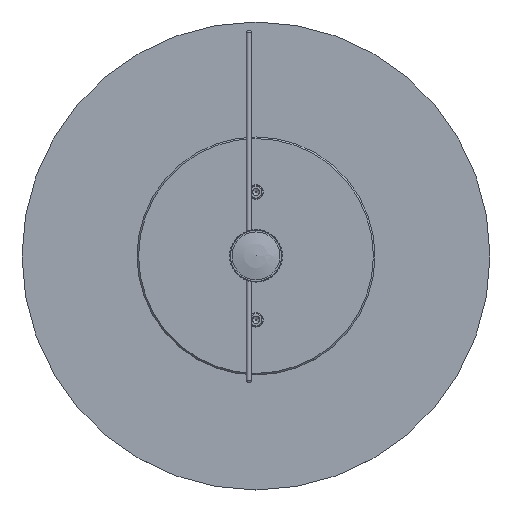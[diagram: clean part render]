
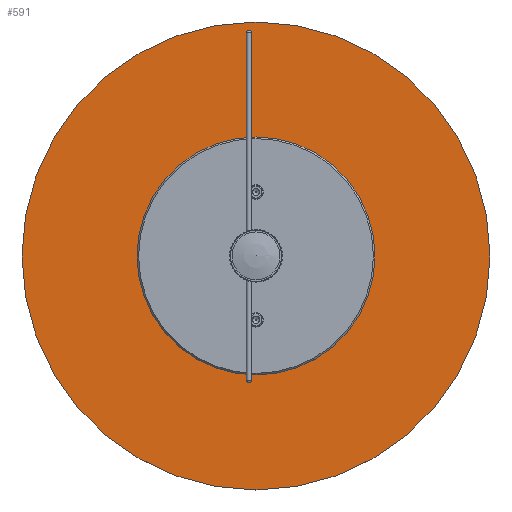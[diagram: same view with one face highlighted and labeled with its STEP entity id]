
A CAD part, top view. The second image highlights one B-rep face of the part: STEP entity #591.
In plain terms, the highlighted planar face has unit normal (0, 0, 1).
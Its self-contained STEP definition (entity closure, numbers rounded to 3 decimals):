
#108 = CYLINDRICAL_SURFACE('',#109,146.5);
#109 = AXIS2_PLACEMENT_3D('',#110,#111,#112);
#110 = CARTESIAN_POINT('',(0.,0.,0.));
#111 = DIRECTION('',(-0.,-0.,-1.));
#112 = DIRECTION('',(1.,0.,0.));
#133 = VERTEX_POINT('',#134);
#134 = CARTESIAN_POINT('',(146.5,0.,3.));
#155 = EDGE_CURVE('',#133,#133,#156,.T.);
#156 = SURFACE_CURVE('',#157,(#162,#169),.PCURVE_S1.);
#157 = CIRCLE('',#158,146.5);
#158 = AXIS2_PLACEMENT_3D('',#159,#160,#161);
#159 = CARTESIAN_POINT('',(0.,0.,3.));
#160 = DIRECTION('',(0.,0.,1.));
#161 = DIRECTION('',(1.,0.,-0.));
#162 = PCURVE('',#108,#163);
#163 = DEFINITIONAL_REPRESENTATION('',(#164),#168);
#164 = LINE('',#165,#166);
#165 = CARTESIAN_POINT('',(6.283,-3.));
#166 = VECTOR('',#167,1.);
#167 = DIRECTION('',(-1.,0.));
#168 = ( GEOMETRIC_REPRESENTATION_CONTEXT(2) 
PARAMETRIC_REPRESENTATION_CONTEXT() REPRESENTATION_CONTEXT('2D SPACE',''
  ) );
#169 = PCURVE('',#170,#175);
#170 = PLANE('',#171);
#171 = AXIS2_PLACEMENT_3D('',#172,#173,#174);
#172 = CARTESIAN_POINT('',(0.,0.,3.));
#173 = DIRECTION('',(0.,0.,1.));
#174 = DIRECTION('',(1.,0.,-0.));
#175 = DEFINITIONAL_REPRESENTATION('',(#176),#180);
#176 = CIRCLE('',#177,146.5);
#177 = AXIS2_PLACEMENT_2D('',#178,#179);
#178 = CARTESIAN_POINT('',(0.,0.));
#179 = DIRECTION('',(1.,0.));
#180 = ( GEOMETRIC_REPRESENTATION_CONTEXT(2) 
PARAMETRIC_REPRESENTATION_CONTEXT() REPRESENTATION_CONTEXT('2D SPACE',''
  ) );
#196 = CYLINDRICAL_SURFACE('',#197,11.113);
#197 = AXIS2_PLACEMENT_3D('',#198,#199,#200);
#198 = CARTESIAN_POINT('',(0.,0.,0.));
#199 = DIRECTION('',(-0.,-0.,-1.));
#200 = DIRECTION('',(1.,0.,0.));
#216 = VERTEX_POINT('',#217);
#217 = CARTESIAN_POINT('',(11.113,0.,3.));
#238 = EDGE_CURVE('',#216,#216,#239,.T.);
#239 = SURFACE_CURVE('',#240,(#245,#252),.PCURVE_S1.);
#240 = CIRCLE('',#241,11.113);
#241 = AXIS2_PLACEMENT_3D('',#242,#243,#244);
#242 = CARTESIAN_POINT('',(0.,0.,3.));
#243 = DIRECTION('',(0.,0.,1.));
#244 = DIRECTION('',(1.,0.,-0.));
#245 = PCURVE('',#196,#246);
#246 = DEFINITIONAL_REPRESENTATION('',(#247),#251);
#247 = LINE('',#248,#249);
#248 = CARTESIAN_POINT('',(6.283,-3.));
#249 = VECTOR('',#250,1.);
#250 = DIRECTION('',(-1.,0.));
#251 = ( GEOMETRIC_REPRESENTATION_CONTEXT(2) 
PARAMETRIC_REPRESENTATION_CONTEXT() REPRESENTATION_CONTEXT('2D SPACE',''
  ) );
#252 = PCURVE('',#170,#253);
#253 = DEFINITIONAL_REPRESENTATION('',(#254),#258);
#254 = CIRCLE('',#255,11.113);
#255 = AXIS2_PLACEMENT_2D('',#256,#257);
#256 = CARTESIAN_POINT('',(0.,0.));
#257 = DIRECTION('',(1.,0.));
#258 = ( GEOMETRIC_REPRESENTATION_CONTEXT(2) 
PARAMETRIC_REPRESENTATION_CONTEXT() REPRESENTATION_CONTEXT('2D SPACE',''
  ) );
#274 = CYLINDRICAL_SURFACE('',#275,2.6);
#275 = AXIS2_PLACEMENT_3D('',#276,#277,#278);
#276 = CARTESIAN_POINT('',(0.,-40.,0.));
#277 = DIRECTION('',(-0.,-0.,-1.));
#278 = DIRECTION('',(1.,0.,0.));
#294 = VERTEX_POINT('',#295);
#295 = CARTESIAN_POINT('',(2.6,-40.,3.));
#316 = EDGE_CURVE('',#294,#294,#317,.T.);
#317 = SURFACE_CURVE('',#318,(#323,#330),.PCURVE_S1.);
#318 = CIRCLE('',#319,2.6);
#319 = AXIS2_PLACEMENT_3D('',#320,#321,#322);
#320 = CARTESIAN_POINT('',(0.,-40.,3.));
#321 = DIRECTION('',(0.,0.,1.));
#322 = DIRECTION('',(1.,0.,-0.));
#323 = PCURVE('',#274,#324);
#324 = DEFINITIONAL_REPRESENTATION('',(#325),#329);
#325 = LINE('',#326,#327);
#326 = CARTESIAN_POINT('',(6.283,-3.));
#327 = VECTOR('',#328,1.);
#328 = DIRECTION('',(-1.,0.));
#329 = ( GEOMETRIC_REPRESENTATION_CONTEXT(2) 
PARAMETRIC_REPRESENTATION_CONTEXT() REPRESENTATION_CONTEXT('2D SPACE',''
  ) );
#330 = PCURVE('',#170,#331);
#331 = DEFINITIONAL_REPRESENTATION('',(#332),#336);
#332 = CIRCLE('',#333,2.6);
#333 = AXIS2_PLACEMENT_2D('',#334,#335);
#334 = CARTESIAN_POINT('',(0.,-40.));
#335 = DIRECTION('',(1.,0.));
#336 = ( GEOMETRIC_REPRESENTATION_CONTEXT(2) 
PARAMETRIC_REPRESENTATION_CONTEXT() REPRESENTATION_CONTEXT('2D SPACE',''
  ) );
#352 = CYLINDRICAL_SURFACE('',#353,2.6);
#353 = AXIS2_PLACEMENT_3D('',#354,#355,#356);
#354 = CARTESIAN_POINT('',(0.,40.,0.));
#355 = DIRECTION('',(-0.,-0.,-1.));
#356 = DIRECTION('',(1.,0.,0.));
#372 = VERTEX_POINT('',#373);
#373 = CARTESIAN_POINT('',(2.6,40.,3.));
#394 = EDGE_CURVE('',#372,#372,#395,.T.);
#395 = SURFACE_CURVE('',#396,(#401,#408),.PCURVE_S1.);
#396 = CIRCLE('',#397,2.6);
#397 = AXIS2_PLACEMENT_3D('',#398,#399,#400);
#398 = CARTESIAN_POINT('',(0.,40.,3.));
#399 = DIRECTION('',(0.,0.,1.));
#400 = DIRECTION('',(1.,0.,-0.));
#401 = PCURVE('',#352,#402);
#402 = DEFINITIONAL_REPRESENTATION('',(#403),#407);
#403 = LINE('',#404,#405);
#404 = CARTESIAN_POINT('',(6.283,-3.));
#405 = VECTOR('',#406,1.);
#406 = DIRECTION('',(-1.,0.));
#407 = ( GEOMETRIC_REPRESENTATION_CONTEXT(2) 
PARAMETRIC_REPRESENTATION_CONTEXT() REPRESENTATION_CONTEXT('2D SPACE',''
  ) );
#408 = PCURVE('',#170,#409);
#409 = DEFINITIONAL_REPRESENTATION('',(#410),#414);
#410 = CIRCLE('',#411,2.6);
#411 = AXIS2_PLACEMENT_2D('',#412,#413);
#412 = CARTESIAN_POINT('',(0.,40.));
#413 = DIRECTION('',(1.,0.));
#414 = ( GEOMETRIC_REPRESENTATION_CONTEXT(2) 
PARAMETRIC_REPRESENTATION_CONTEXT() REPRESENTATION_CONTEXT('2D SPACE',''
  ) );
#430 = CYLINDRICAL_SURFACE('',#431,2.6);
#431 = AXIS2_PLACEMENT_3D('',#432,#433,#434);
#432 = CARTESIAN_POINT('',(57.5,-0.,0.));
#433 = DIRECTION('',(-0.,-0.,-1.));
#434 = DIRECTION('',(1.,0.,0.));
#450 = VERTEX_POINT('',#451);
#451 = CARTESIAN_POINT('',(60.1,0.,3.));
#472 = EDGE_CURVE('',#450,#450,#473,.T.);
#473 = SURFACE_CURVE('',#474,(#479,#486),.PCURVE_S1.);
#474 = CIRCLE('',#475,2.6);
#475 = AXIS2_PLACEMENT_3D('',#476,#477,#478);
#476 = CARTESIAN_POINT('',(57.5,0.,3.));
#477 = DIRECTION('',(0.,0.,1.));
#478 = DIRECTION('',(1.,0.,-0.));
#479 = PCURVE('',#430,#480);
#480 = DEFINITIONAL_REPRESENTATION('',(#481),#485);
#481 = LINE('',#482,#483);
#482 = CARTESIAN_POINT('',(6.283,-3.));
#483 = VECTOR('',#484,1.);
#484 = DIRECTION('',(-1.,0.));
#485 = ( GEOMETRIC_REPRESENTATION_CONTEXT(2) 
PARAMETRIC_REPRESENTATION_CONTEXT() REPRESENTATION_CONTEXT('2D SPACE',''
  ) );
#486 = PCURVE('',#170,#487);
#487 = DEFINITIONAL_REPRESENTATION('',(#488),#492);
#488 = CIRCLE('',#489,2.6);
#489 = AXIS2_PLACEMENT_2D('',#490,#491);
#490 = CARTESIAN_POINT('',(57.5,0.));
#491 = DIRECTION('',(1.,0.));
#492 = ( GEOMETRIC_REPRESENTATION_CONTEXT(2) 
PARAMETRIC_REPRESENTATION_CONTEXT() REPRESENTATION_CONTEXT('2D SPACE',''
  ) );
#508 = CYLINDRICAL_SURFACE('',#509,2.6);
#509 = AXIS2_PLACEMENT_3D('',#510,#511,#512);
#510 = CARTESIAN_POINT('',(-57.5,0.,0.));
#511 = DIRECTION('',(-0.,-0.,-1.));
#512 = DIRECTION('',(1.,0.,0.));
#528 = VERTEX_POINT('',#529);
#529 = CARTESIAN_POINT('',(-54.9,0.,3.));
#550 = EDGE_CURVE('',#528,#528,#551,.T.);
#551 = SURFACE_CURVE('',#552,(#557,#564),.PCURVE_S1.);
#552 = CIRCLE('',#553,2.6);
#553 = AXIS2_PLACEMENT_3D('',#554,#555,#556);
#554 = CARTESIAN_POINT('',(-57.5,0.,3.));
#555 = DIRECTION('',(0.,0.,1.));
#556 = DIRECTION('',(1.,0.,-0.));
#557 = PCURVE('',#508,#558);
#558 = DEFINITIONAL_REPRESENTATION('',(#559),#563);
#559 = LINE('',#560,#561);
#560 = CARTESIAN_POINT('',(6.283,-3.));
#561 = VECTOR('',#562,1.);
#562 = DIRECTION('',(-1.,0.));
#563 = ( GEOMETRIC_REPRESENTATION_CONTEXT(2) 
PARAMETRIC_REPRESENTATION_CONTEXT() REPRESENTATION_CONTEXT('2D SPACE',''
  ) );
#564 = PCURVE('',#170,#565);
#565 = DEFINITIONAL_REPRESENTATION('',(#566),#570);
#566 = CIRCLE('',#567,2.6);
#567 = AXIS2_PLACEMENT_2D('',#568,#569);
#568 = CARTESIAN_POINT('',(-57.5,0.));
#569 = DIRECTION('',(1.,0.));
#570 = ( GEOMETRIC_REPRESENTATION_CONTEXT(2) 
PARAMETRIC_REPRESENTATION_CONTEXT() REPRESENTATION_CONTEXT('2D SPACE',''
  ) );
#591 = ADVANCED_FACE('',(#592,#595,#598,#601,#604,#607),#170,.T.);
#592 = FACE_BOUND('',#593,.T.);
#593 = EDGE_LOOP('',(#594));
#594 = ORIENTED_EDGE('',*,*,#155,.T.);
#595 = FACE_BOUND('',#596,.F.);
#596 = EDGE_LOOP('',(#597));
#597 = ORIENTED_EDGE('',*,*,#238,.T.);
#598 = FACE_BOUND('',#599,.F.);
#599 = EDGE_LOOP('',(#600));
#600 = ORIENTED_EDGE('',*,*,#316,.T.);
#601 = FACE_BOUND('',#602,.F.);
#602 = EDGE_LOOP('',(#603));
#603 = ORIENTED_EDGE('',*,*,#394,.T.);
#604 = FACE_BOUND('',#605,.F.);
#605 = EDGE_LOOP('',(#606));
#606 = ORIENTED_EDGE('',*,*,#472,.T.);
#607 = FACE_BOUND('',#608,.F.);
#608 = EDGE_LOOP('',(#609));
#609 = ORIENTED_EDGE('',*,*,#550,.T.);
